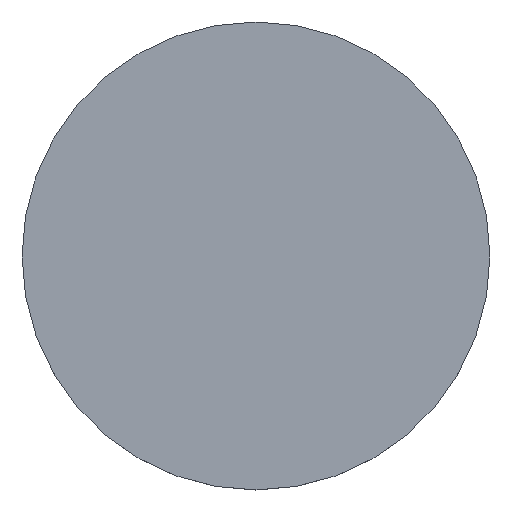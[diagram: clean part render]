
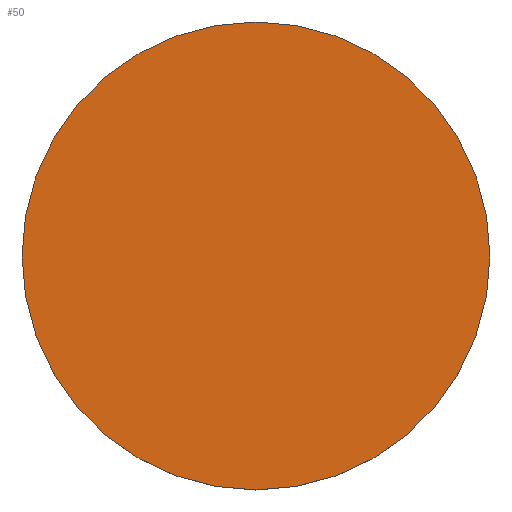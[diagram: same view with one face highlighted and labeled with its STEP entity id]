
A CAD part, top view. The second image highlights one B-rep face of the part: STEP entity #50.
In plain terms, the highlighted planar face has unit normal (0, 0, 1).
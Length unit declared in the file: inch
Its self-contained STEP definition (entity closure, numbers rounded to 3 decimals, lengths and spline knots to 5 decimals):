
#15 = AXIS2_PLACEMENT_3D ( 'NONE', #111, #48, #93 ) ;
#19 = FACE_OUTER_BOUND ( 'NONE', #58, .T. ) ;
#30 = DIRECTION ( 'NONE',  ( 0., 0., 1. ) ) ;
#35 = AXIS2_PLACEMENT_3D ( 'NONE', #127, #117, #79 ) ;
#41 = DIRECTION ( 'NONE',  ( 1., 0., 0. ) ) ;
#42 = CARTESIAN_POINT ( 'NONE',  ( 0., 0., 1.5 ) ) ;
#48 = DIRECTION ( 'NONE',  ( 0., 0., 1. ) ) ;
#50 = ADVANCED_FACE ( 'NONE', ( #19 ), #106, .T. ) ;
#51 = VERTEX_POINT ( 'NONE', #145 ) ;
#53 = ORIENTED_EDGE ( 'NONE', *, *, #89, .T. ) ;
#56 = ORIENTED_EDGE ( 'NONE', *, *, #149, .T. ) ;
#58 = EDGE_LOOP ( 'NONE', ( #53, #56 ) ) ;
#79 = DIRECTION ( 'NONE',  ( 1., 0., 0. ) ) ;
#89 = EDGE_CURVE ( 'NONE', #51, #142, #141, .T. ) ;
#93 = DIRECTION ( 'NONE',  ( 1., 0., 0. ) ) ;
#99 = CIRCLE ( 'NONE', #15, 13. ) ;
#105 = AXIS2_PLACEMENT_3D ( 'NONE', #42, #30, #41 ) ;
#106 = PLANE ( 'NONE',  #105 ) ;
#111 = CARTESIAN_POINT ( 'NONE',  ( 0., 0., 1.5 ) ) ;
#117 = DIRECTION ( 'NONE',  ( 0., 0., 1. ) ) ;
#127 = CARTESIAN_POINT ( 'NONE',  ( 0., 0., 1.5 ) ) ;
#128 = CARTESIAN_POINT ( 'NONE',  ( 13., 0., 1.5 ) ) ;
#141 = CIRCLE ( 'NONE', #35, 13. ) ;
#142 = VERTEX_POINT ( 'NONE', #128 ) ;
#145 = CARTESIAN_POINT ( 'NONE',  ( -13., 0., 1.5 ) ) ;
#149 = EDGE_CURVE ( 'NONE', #142, #51, #99, .T. ) ;
